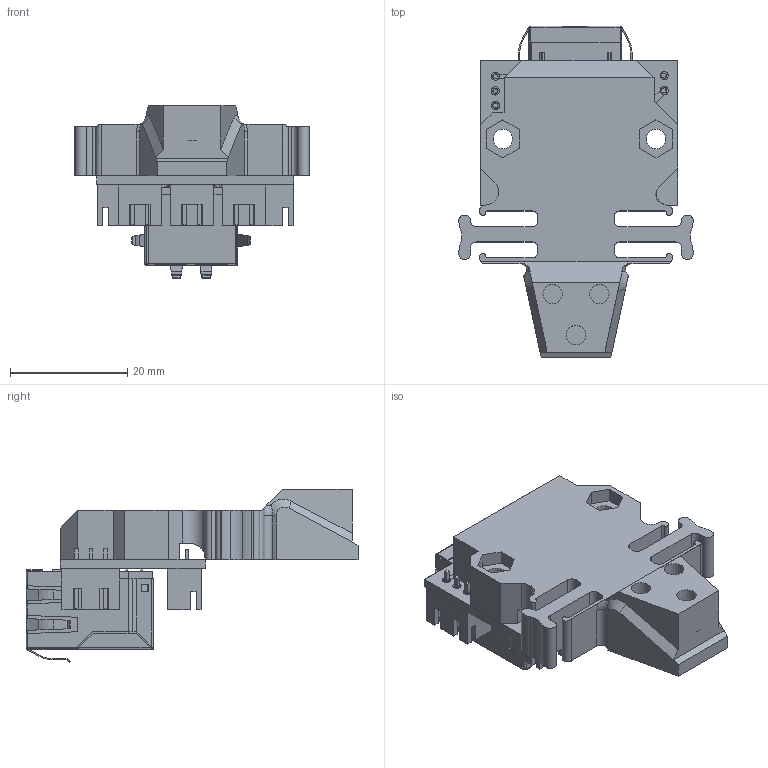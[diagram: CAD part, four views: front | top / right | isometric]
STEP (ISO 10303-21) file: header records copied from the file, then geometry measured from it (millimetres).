
FILE_DESCRIPTION(/* description */ (''),/* implementation_level */ '2;1');
FILE_NAME(/* name */ 'EVA Strainrelief Velo17 v4 v17.step',/* time_stamp */ '2021-08-06T16:11:33+02:00',/* author */ (''),/* organization */ (''),/* preprocessor_version */ 'ST-DEVELOPER v18.1',/* originating_system */ 'Autodesk Translation Framework v10.9.0.1377',/* authorisation */ '');
FILE_SCHEMA (('AUTOMOTIVE_DESIGN { 1 0 10303 214 3 1 1 }'));
Products named in the file (23): EVA Strainrelief Velo17 v4; Velo17 Strainrelief; RJ45 Adapter; Board; 1-copper; 16-copper; 1-soldermask; 16-soldermask; Packages; 7499011002A; insulator; shielding; B3B-XH-A; B3B-XH-A v1; B2B-XH-A; 24957656.f3d ; B2B-XH-A_1; 24957656.f3d _1; B2B-XH-A_2; 24957656.f3d _2; B2B-XH-A_3; 24957656.f3d _3; B2B-XH-A v1
Assembly tree (25 placements, depth 6):
  EVA Strainrelief Velo17 v4
    Velo17 Strainrelief
    RJ45 Adapter
      Board
      1-copper
      16-copper
      1-soldermask
      16-soldermask
      Packages
        7499011002A
          insulator
          shielding
        B3B-XH-A
          B3B-XH-A v1
        B2B-XH-A
          24957656.f3d 
            B2B-XH-A v1
        B2B-XH-A_1
          24957656.f3d _1
            B2B-XH-A v1
        B2B-XH-A_2
          24957656.f3d _2
            B2B-XH-A v1
        B2B-XH-A_3
          24957656.f3d _3
            B2B-XH-A v1
Bounding box: 40 x 56.7 x 29.59 mm (x, y, z)
Volume: 14811.4 mm3; surface area: 19412.5 mm2
Topology: 105 solids, 105 shells, 2635 faces, 6898 edges, 4501 vertices
Faces by surface type: plane 1879, cylinder 673, bspline 69, cone 10, sphere 4
Full cylindrical faces by diameter (mm): 0.83 x133, 0.9 x38, 1.53 x14, 1.6 x4, 3.25 x6, 3.3 x3, 3.302 x8, 5.6 x3
Entity records: 80614 total; most frequent: CARTESIAN_POINT 16371, ORIENTED_EDGE 13176, DIRECTION 12655, EDGE_CURVE 6588, LINE 5125, VECTOR 5125, VERTEX_POINT 4297, AXIS2_PLACEMENT_3D 3765
